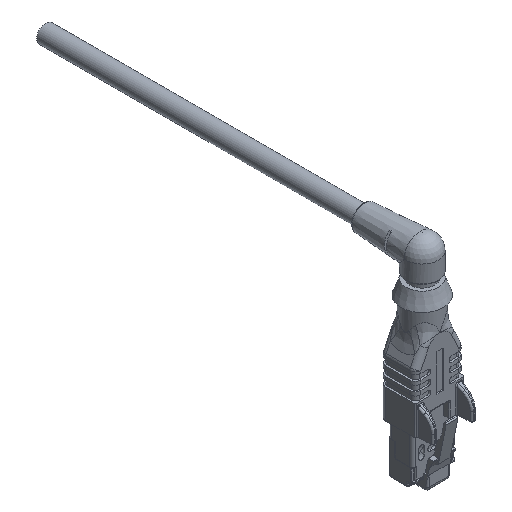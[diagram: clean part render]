
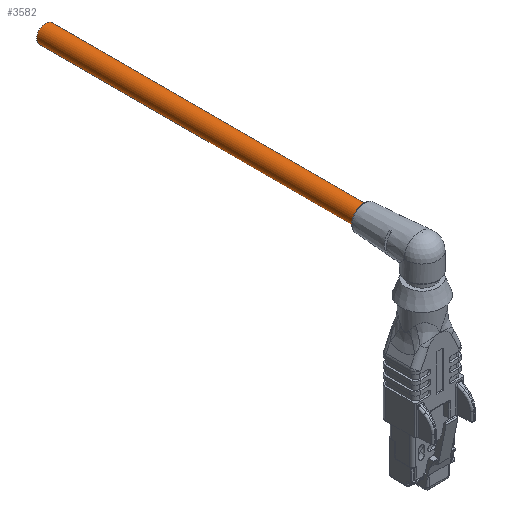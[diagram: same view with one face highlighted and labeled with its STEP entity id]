
A CAD part, isometric view. The second image highlights one B-rep face of the part: STEP entity #3582.
In plain terms, the highlighted cylindrical face has radius 2.4 mm (diameter 4.8 mm), a full revolution.
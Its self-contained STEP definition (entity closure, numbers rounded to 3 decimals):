
#3326=CYLINDRICAL_SURFACE('',#11902,2.4);
#3582=ADVANCED_FACE('',(#4251,#4252),#3326,.T.);
#4251=FACE_BOUND('',#4287,.T.);
#4252=FACE_BOUND('',#4288,.T.);
#4287=EDGE_LOOP('',(#5073));
#4288=EDGE_LOOP('',(#5074));
#5073=ORIENTED_EDGE('',*,*,#9645,.F.);
#5074=ORIENTED_EDGE('',*,*,#9644,.F.);
#8548=VERTEX_POINT('',#16750);
#8549=VERTEX_POINT('',#16753);
#9644=EDGE_CURVE('',#8548,#8548,#11369,.T.);
#9645=EDGE_CURVE('',#8549,#8549,#11370,.T.);
#11369=CIRCLE('',#11899,2.4);
#11370=CIRCLE('',#11901,2.4);
#11899=AXIS2_PLACEMENT_3D('',#16749,#13094,#13095);
#11901=AXIS2_PLACEMENT_3D('',#16752,#13098,#13099);
#11902=AXIS2_PLACEMENT_3D('',#16754,#13100,#13101);
#13094=DIRECTION('',(0.,1.,0.));
#13095=DIRECTION('',(-1.,0.,0.));
#13098=DIRECTION('',(0.,-1.,0.));
#13099=DIRECTION('',(0.,0.,-1.));
#13100=DIRECTION('',(0.,1.,0.));
#13101=DIRECTION('',(0.,0.,-1.));
#16749=CARTESIAN_POINT('',(-4.47,58.997,-22.353));
#16750=CARTESIAN_POINT('',(-6.87,58.997,-22.353));
#16752=CARTESIAN_POINT('',(-4.47,-27.503,-22.353));
#16753=CARTESIAN_POINT('',(-4.47,-27.503,-24.753));
#16754=CARTESIAN_POINT('',(-4.47,-41.003,-22.353));
